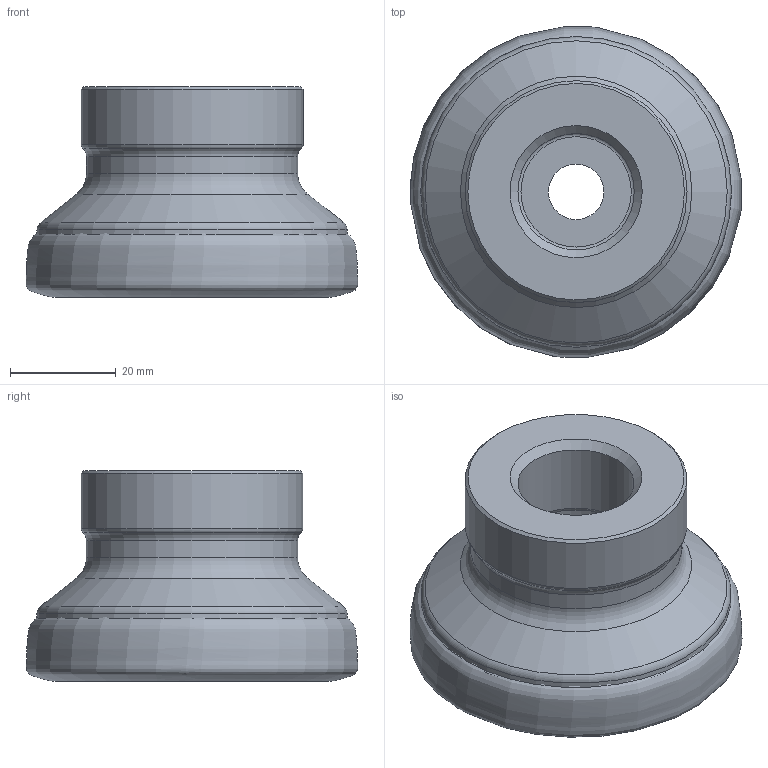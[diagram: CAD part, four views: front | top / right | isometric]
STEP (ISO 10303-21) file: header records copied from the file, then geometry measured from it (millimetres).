
FILE_DESCRIPTION(/* description */ (''),/* implementation_level */ '2;1');
FILE_NAME(/* name */ 'TOOLASSEMBLY_1.STP',/* time_stamp */ '2023-09-14T10:52:15+02:00',/* author */ (''),/* organization */ ('SMS'),/* preprocessor_version */ 'ST-DEVELOPER v16.7',/* originating_system */ 'SIEMENS PLM Software NX 12.0',/* authorisation */ '');
FILE_SCHEMA (('AUTOMOTIVE_DESIGN { 1 0 10303 214 3 1 1 1 }'));
Length unit declared in the file: millimetre
Products named in the file (4): ASSEMBLY_CONSTRUCTION; CUT_20230914105033; NOCUT_20230914105008; TOOLASSEMBLY_1
Assembly tree (3 placements, depth 2):
  TOOLASSEMBLY_1
    NOCUT_20230914105008
    CUT_20230914105033
    ASSEMBLY_CONSTRUCTION
Bounding box: 62.83 x 62.78 x 39.88 mm (x, y, z)
Volume: 75416.4 mm3; surface area: 18698.4 mm2
Topology: 2 solids, 2 shells, 37 faces, 82 edges, 61 vertices
Faces by surface type: torus 14, cone 11, cylinder 6, plane 5, bspline 1
Full cylindrical faces by diameter (mm): 10.5 x1, 17.1 x1, 22.011 x1, 22.5 x1, 40 x1, 42 x1
Entity records: 5396 total; most frequent: CARTESIAN_POINT 4531, DIRECTION 176, AXIS2_PLACEMENT_3D 88, FACE_BOUND 73, EDGE_LOOP 72, ORIENTED_EDGE 72, ADVANCED_FACE 37, VERTEX_POINT 37
